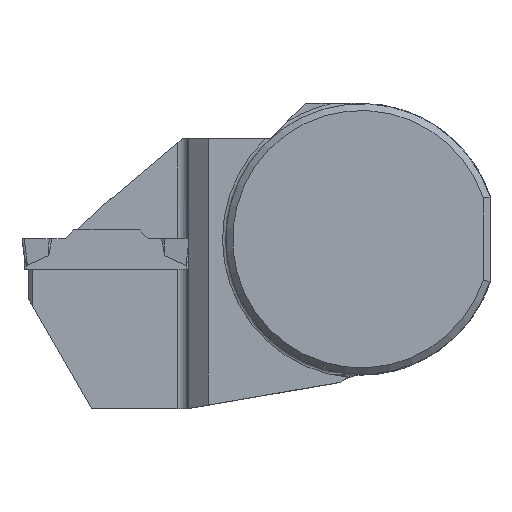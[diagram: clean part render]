
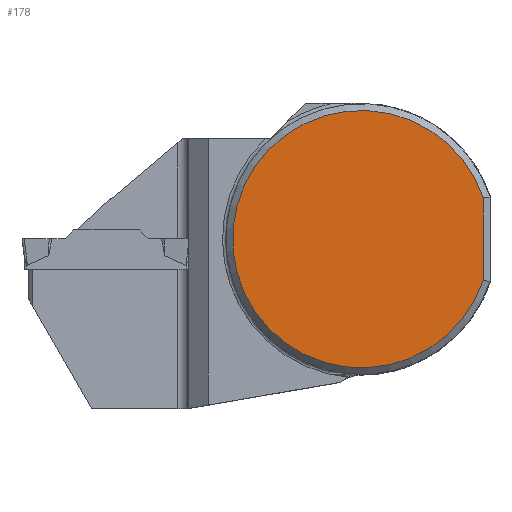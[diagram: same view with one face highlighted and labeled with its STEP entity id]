
A CAD part, top view. The second image highlights one B-rep face of the part: STEP entity #178.
In plain terms, the highlighted planar face has unit normal (0, 0, 1).
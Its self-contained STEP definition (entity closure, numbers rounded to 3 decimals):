
#126=PLANE('',#1416);
#178=ADVANCED_FACE('',(#253),#126,.F.);
#253=FACE_OUTER_BOUND('',#318,.T.);
#318=EDGE_LOOP('',(#675,#676));
#393=LINE('',#1875,#528);
#528=VECTOR('',#1536,1.);
#675=ORIENTED_EDGE('',*,*,#1154,.F.);
#676=ORIENTED_EDGE('',*,*,#1155,.T.);
#1035=VERTEX_POINT('',#1876);
#1036=VERTEX_POINT('',#1877);
#1154=EDGE_CURVE('',#1035,#1036,#393,.T.);
#1155=EDGE_CURVE('',#1035,#1036,#1326,.T.);
#1326=CIRCLE('',#1415,19.);
#1415=AXIS2_PLACEMENT_3D('',#1878,#1537,#1538);
#1416=AXIS2_PLACEMENT_3D('',#1879,#1539,#1540);
#1536=DIRECTION('',(0.,-1.,0.));
#1537=DIRECTION('',(0.,0.,1.));
#1538=DIRECTION('',(-1.,0.,0.));
#1539=DIRECTION('',(0.,0.,-1.));
#1540=DIRECTION('',(-1.,0.,0.));
#1875=CARTESIAN_POINT('',(18.,0.,0.325));
#1876=CARTESIAN_POINT('',(18.,6.083,0.325));
#1877=CARTESIAN_POINT('',(18.,-6.083,0.325));
#1878=CARTESIAN_POINT('',(0.,0.,0.325));
#1879=CARTESIAN_POINT('',(0.,0.,0.325));
